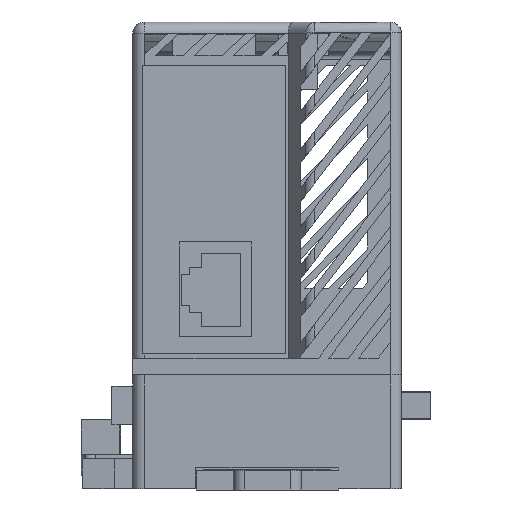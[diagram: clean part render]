
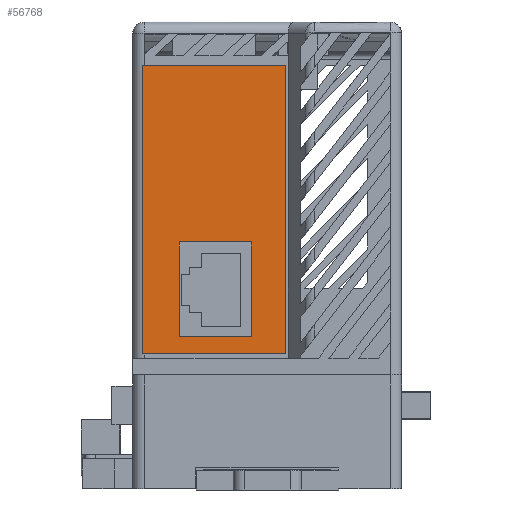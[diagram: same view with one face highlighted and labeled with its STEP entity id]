
A CAD part, front view. The second image highlights one B-rep face of the part: STEP entity #56768.
In plain terms, the highlighted planar face has unit normal (0, -1, 0).
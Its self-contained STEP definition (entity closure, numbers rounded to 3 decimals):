
#1499 = EDGE_LOOP ( 'NONE', ( #25757, #59497, #37054, #37033 ) ) ;
#3341 = LINE ( 'NONE', #43957, #28867 ) ;
#4498 = CARTESIAN_POINT ( 'NONE',  ( 27.25, 5.25, 3.75 ) ) ;
#6133 = DIRECTION ( 'NONE',  ( -1., 0., 0. ) ) ;
#7273 = CARTESIAN_POINT ( 'NONE',  ( 1.75, 5.25, 3.75 ) ) ;
#7599 = FACE_OUTER_BOUND ( 'NONE', #1499, .T. ) ;
#7862 = CARTESIAN_POINT ( 'NONE',  ( 1.75, 5.25, 55.25 ) ) ;
#8044 = CARTESIAN_POINT ( 'NONE',  ( 8.25, 5.25, 23.75 ) ) ;
#9039 = VERTEX_POINT ( 'NONE', #40478 ) ;
#9302 = CARTESIAN_POINT ( 'NONE',  ( 1.75, 5.25, 3.75 ) ) ;
#9321 = FACE_BOUND ( 'NONE', #26046, .T. ) ;
#11300 = VECTOR ( 'NONE', #18796, 1000. ) ;
#12763 = DIRECTION ( 'NONE',  ( 0., 0., -1. ) ) ;
#13362 = DIRECTION ( 'NONE',  ( 0., 0., 1. ) ) ;
#13545 = DIRECTION ( 'NONE',  ( -1., 0., 0. ) ) ;
#14098 = VECTOR ( 'NONE', #48087, 1000. ) ;
#14821 = VECTOR ( 'NONE', #6133, 1000. ) ;
#15216 = EDGE_CURVE ( 'NONE', #55109, #29486, #58347, .T. ) ;
#15430 = VECTOR ( 'NONE', #39241, 1000. ) ;
#17387 = EDGE_CURVE ( 'NONE', #9039, #55589, #33598, .T. ) ;
#17806 = ORIENTED_EDGE ( 'NONE', *, *, #29383, .F. ) ;
#18602 = PLANE ( 'NONE',  #62656 ) ;
#18796 = DIRECTION ( 'NONE',  ( 1., 0., 0. ) ) ;
#19395 = VERTEX_POINT ( 'NONE', #44535 ) ;
#21070 = VECTOR ( 'NONE', #42154, 1000. ) ;
#23994 = CARTESIAN_POINT ( 'NONE',  ( 1.75, 5.25, 3.75 ) ) ;
#25757 = ORIENTED_EDGE ( 'NONE', *, *, #17387, .T. ) ;
#26046 = EDGE_LOOP ( 'NONE', ( #61812, #66048, #40081, #17806 ) ) ;
#27901 = EDGE_CURVE ( 'NONE', #48173, #19395, #57195, .T. ) ;
#28341 = EDGE_CURVE ( 'NONE', #28438, #38239, #3341, .T. ) ;
#28438 = VERTEX_POINT ( 'NONE', #62071 ) ;
#28518 = LINE ( 'NONE', #8044, #41342 ) ;
#28867 = VECTOR ( 'NONE', #65827, 1000. ) ;
#29383 = EDGE_CURVE ( 'NONE', #19395, #28438, #28518, .T. ) ;
#29486 = VERTEX_POINT ( 'NONE', #46888 ) ;
#31903 = VECTOR ( 'NONE', #12763, 1000. ) ;
#33598 = LINE ( 'NONE', #7273, #31903 ) ;
#35558 = LINE ( 'NONE', #9302, #21070 ) ;
#35797 = CARTESIAN_POINT ( 'NONE',  ( 8.25, 5.25, 6.85 ) ) ;
#37033 = ORIENTED_EDGE ( 'NONE', *, *, #39066, .T. ) ;
#37054 = ORIENTED_EDGE ( 'NONE', *, *, #15216, .T. ) ;
#38239 = VERTEX_POINT ( 'NONE', #35797 ) ;
#39066 = EDGE_CURVE ( 'NONE', #29486, #9039, #56541, .T. ) ;
#39241 = DIRECTION ( 'NONE',  ( 0., 0., 1. ) ) ;
#40081 = ORIENTED_EDGE ( 'NONE', *, *, #28341, .F. ) ;
#40478 = CARTESIAN_POINT ( 'NONE',  ( 1.75, 5.25, 55.25 ) ) ;
#41342 = VECTOR ( 'NONE', #13545, 1000. ) ;
#41531 = EDGE_CURVE ( 'NONE', #55589, #55109, #35558, .T. ) ;
#42154 = DIRECTION ( 'NONE',  ( 1., 0., 0. ) ) ;
#43957 = CARTESIAN_POINT ( 'NONE',  ( 8.25, 5.25, 23.75 ) ) ;
#44535 = CARTESIAN_POINT ( 'NONE',  ( 21.187, 5.25, 23.75 ) ) ;
#44624 = CARTESIAN_POINT ( 'NONE',  ( 21.187, 5.25, 6.85 ) ) ;
#44789 = CARTESIAN_POINT ( 'NONE',  ( 27.25, 5.25, 3.75 ) ) ;
#45990 = DIRECTION ( 'NONE',  ( 0., 1., 0. ) ) ;
#46888 = CARTESIAN_POINT ( 'NONE',  ( 27.25, 5.25, 55.25 ) ) ;
#48087 = DIRECTION ( 'NONE',  ( 0., 0., 1. ) ) ;
#48173 = VERTEX_POINT ( 'NONE', #44624 ) ;
#51635 = CARTESIAN_POINT ( 'NONE',  ( 8.25, 5.25, 6.85 ) ) ;
#54782 = LINE ( 'NONE', #51635, #11300 ) ;
#55109 = VERTEX_POINT ( 'NONE', #44789 ) ;
#55589 = VERTEX_POINT ( 'NONE', #23994 ) ;
#55693 = CARTESIAN_POINT ( 'NONE',  ( 21.187, 5.25, 23.75 ) ) ;
#56541 = LINE ( 'NONE', #65864, #14821 ) ;
#56768 = ADVANCED_FACE ( 'NONE', ( #9321, #7599 ), #18602, .F. ) ;
#57195 = LINE ( 'NONE', #55693, #15430 ) ;
#58347 = LINE ( 'NONE', #4498, #14098 ) ;
#59497 = ORIENTED_EDGE ( 'NONE', *, *, #41531, .T. ) ;
#61812 = ORIENTED_EDGE ( 'NONE', *, *, #27901, .F. ) ;
#62071 = CARTESIAN_POINT ( 'NONE',  ( 8.25, 5.25, 23.75 ) ) ;
#62656 = AXIS2_PLACEMENT_3D ( 'NONE', #7862, #45990, #13362 ) ;
#63845 = EDGE_CURVE ( 'NONE', #38239, #48173, #54782, .T. ) ;
#65827 = DIRECTION ( 'NONE',  ( 0., 0., -1. ) ) ;
#65864 = CARTESIAN_POINT ( 'NONE',  ( 1.75, 5.25, 55.25 ) ) ;
#66048 = ORIENTED_EDGE ( 'NONE', *, *, #63845, .F. ) ;
